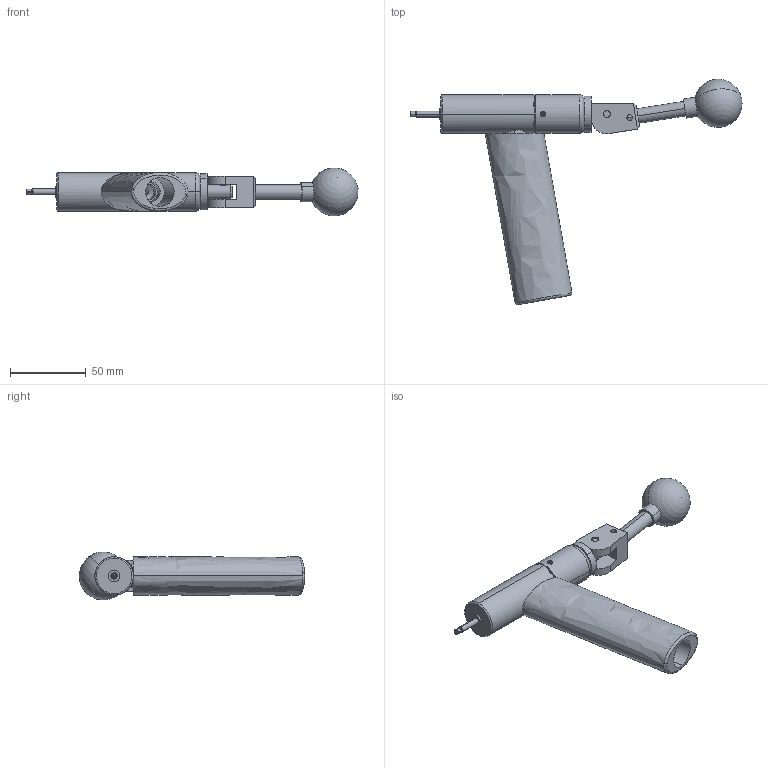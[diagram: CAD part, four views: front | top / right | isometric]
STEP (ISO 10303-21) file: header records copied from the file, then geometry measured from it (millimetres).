
FILE_DESCRIPTION (( 'STEP AP214' ), '1' );
FILE_NAME ('CTSC-003414.STEP', '2025-07-28T22:28:13', ( '' ), ( '' ), 'SwSTEP 2.0', 'SolidWorks 2023', '' );
FILE_SCHEMA (( 'AUTOMOTIVE_DESIGN' ));
Length unit declared in the file: inch
Products named in the file (1): CTSC-003414
Bounding box: 219.06 x 148.69 x 31.61 mm (x, y, z)
Volume: 148752.9 mm3; surface area: 45900.7 mm2
Topology: 8 solids, 8 shells, 267 faces, 631 edges, 394 vertices
Faces by surface type: cylinder 114, plane 94, cone 41, torus 9, bspline 7, sphere 2
Entity records: 12914 total; most frequent: CARTESIAN_POINT 3500, DIRECTION 1268, ORIENTED_EDGE 1248, EDGE_CURVE 624, AXIS2_PLACEMENT_3D 513, VERTEX_POINT 391, EDGE_LOOP 301, FACE_OUTER_BOUND 267
